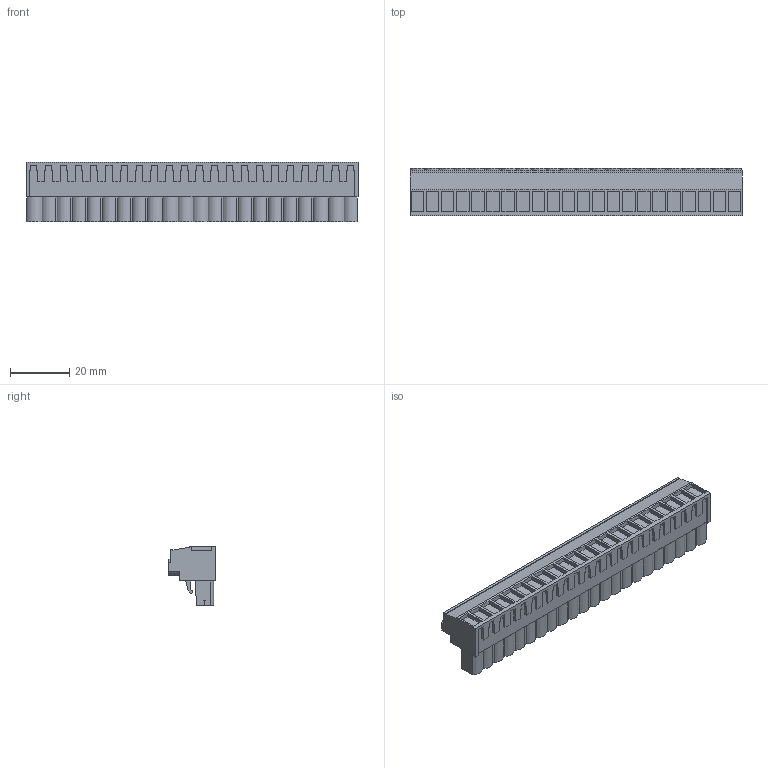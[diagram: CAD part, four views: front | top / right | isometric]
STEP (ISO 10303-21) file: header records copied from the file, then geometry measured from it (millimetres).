
FILE_DESCRIPTION(('CATIA V5 STEP','CAx-IF Rec.Pracs.--- Model Styling and Organization---1.2---2011-12-15'),'2;1');
FILE_NAME ('D1459909_0_1944010000_1944010000.stp','2017-05-22T12:39:50+00:00',('none'),('Weidmueller'),'CATIA Version 5-6 Release 2014','CATIA V5 STEP AP214','none');
FILE_SCHEMA(('AUTOMOTIVE_DESIGN { 1 0 10303 214 1 1 1 1 }'));
Length unit declared in the file: millimetre
Products named in the file (1): 1944010000
Bounding box: 111.76 x 16.1 x 20.05 mm (x, y, z)
Volume: 20757.3 mm3; surface area: 12887.1 mm2
Topology: 23 solids, 23 shells, 1448 faces, 4101 edges, 2788 vertices
Faces by surface type: plane 1246, cylinder 202
Entity records: 43605 total; most frequent: ORIENTED_EDGE 8202, CARTESIAN_POINT 7966, DIRECTION 5912, EDGE_CURVE 4101, VECTOR 3609, LINE 3609, VERTEX_POINT 2788, EDGE_LOOP 1537
